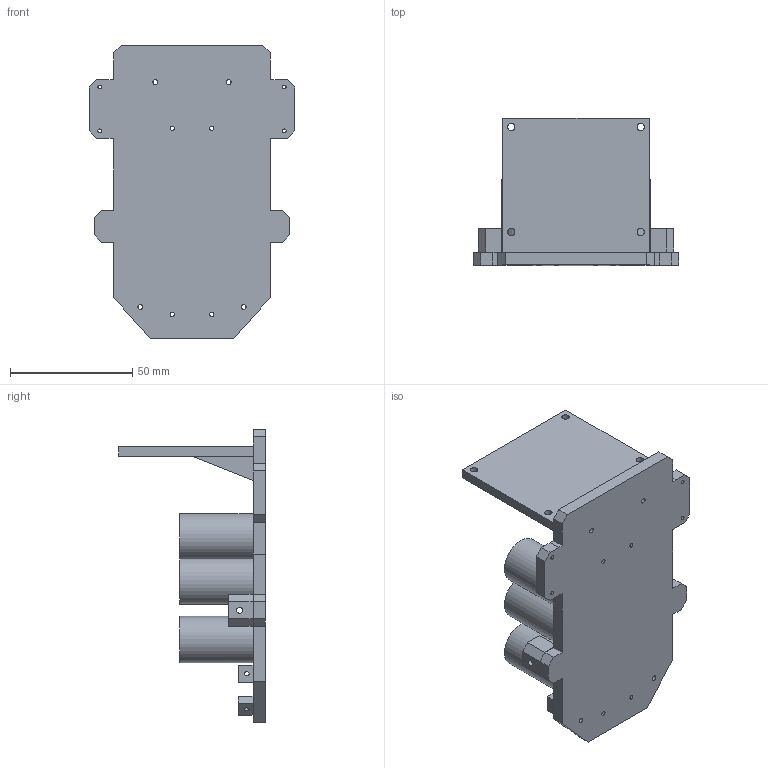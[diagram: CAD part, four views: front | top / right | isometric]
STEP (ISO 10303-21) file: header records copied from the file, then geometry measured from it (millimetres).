
FILE_DESCRIPTION(/* description */ (''),/* implementation_level */ '2;1');
FILE_NAME(/* name */ 'base_plate_v6.step',/* time_stamp */ '2023-09-27T03:29:10+02:00',/* author */ (''),/* organization */ (''),/* preprocessor_version */ 'ST-DEVELOPER v20',/* originating_system */ 'Autodesk Translation Framework v12.14.0.127',/* authorisation */ '');
FILE_SCHEMA (('AUTOMOTIVE_DESIGN { 1 0 10303 214 3 1 1 }'));
Length unit declared in the file: millimetre
Products named in the file (13): FusionComponent; Component2; Component4; Component5; Component6; Component7; Component9; Component10; Component11; Component12; Component13; psu_bracket_support; psu_bracket (1)
Assembly tree (12 placements, depth 2):
  FusionComponent
    Component2
    Component4
    Component5
    Component6
    Component7
    Component9
    Component10
    Component11
    Component12
    Component13
    psu_bracket_support
    psu_bracket (1)
Bounding box: 84 x 60 x 120 mm (x, y, z)
Volume: 57124.3 mm3; surface area: 51615.5 mm2
Topology: 12 solids, 12 shells, 155 faces, 366 edges, 244 vertices
Faces by surface type: plane 113, cylinder 42
Full cylindrical faces by diameter (mm): 1.6 x4, 1.8 x10, 2.05 x4, 2.5 x2, 3 x4, 17 x12, 19 x2
Entity records: 4973 total; most frequent: DIRECTION 814, CARTESIAN_POINT 790, ORIENTED_EDGE 732, EDGE_CURVE 366, LINE 278, VECTOR 278, AXIS2_PLACEMENT_3D 268, VERTEX_POINT 244
